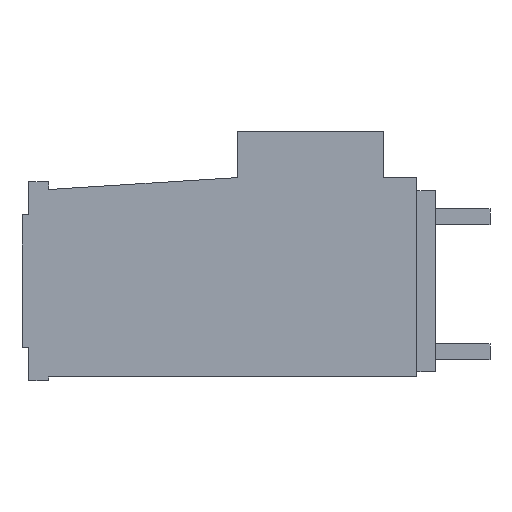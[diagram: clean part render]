
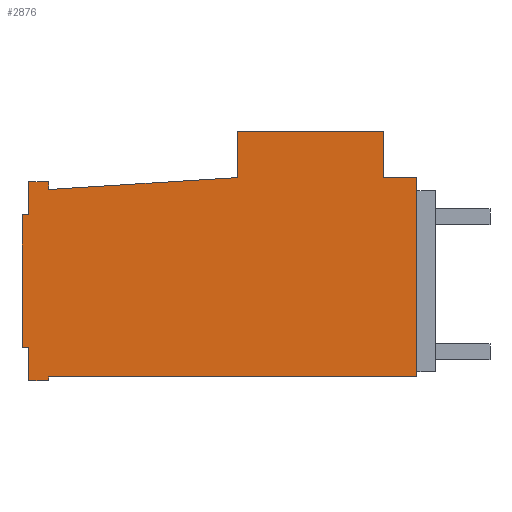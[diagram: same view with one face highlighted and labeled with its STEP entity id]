
A CAD part, left-side view. The second image highlights one B-rep face of the part: STEP entity #2876.
In plain terms, the highlighted planar face has unit normal (-1, 0, 0).
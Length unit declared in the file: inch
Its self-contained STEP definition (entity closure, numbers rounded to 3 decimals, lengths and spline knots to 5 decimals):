
#1=DIRECTION('',(0.,-1.,0.));
#2=VECTOR('',#1,0.05906);
#3=CARTESIAN_POINT('',(0.,1.20472,0.29528));
#4=LINE('',#3,#2);
#5=DIRECTION('',(0.,0.,-1.));
#6=VECTOR('',#5,0.02362);
#7=CARTESIAN_POINT('',(0.,1.14567,0.29528));
#8=LINE('',#7,#6);
#9=DIRECTION('',(0.,-0.998,0.063));
#10=VECTOR('',#9,0.56018);
#11=CARTESIAN_POINT('',(0.,1.14567,0.27165));
#12=LINE('',#11,#10);
#13=DIRECTION('',(0.,0.,1.));
#14=VECTOR('',#13,0.1378);
#15=CARTESIAN_POINT('',(0.,0.58661,0.30709));
#16=LINE('',#15,#14);
#17=DIRECTION('',(0.,-1.,0.));
#18=VECTOR('',#17,0.43307);
#19=CARTESIAN_POINT('',(0.,0.58661,0.44488));
#20=LINE('',#19,#18);
#21=DIRECTION('',(0.,0.,-1.));
#22=VECTOR('',#21,0.1378);
#23=CARTESIAN_POINT('',(0.,0.15354,0.44488));
#24=LINE('',#23,#22);
#25=DIRECTION('',(0.,-1.,0.));
#26=VECTOR('',#25,0.09843);
#27=CARTESIAN_POINT('',(0.,0.15354,0.30709));
#28=LINE('',#27,#26);
#29=DIRECTION('',(0.,0.,-1.));
#30=VECTOR('',#29,0.59055);
#31=CARTESIAN_POINT('',(0.,0.05512,0.30709));
#32=LINE('',#31,#30);
#33=DIRECTION('',(0.,1.,0.));
#34=VECTOR('',#33,1.09055);
#35=CARTESIAN_POINT('',(0.,0.05512,-0.28346));
#36=LINE('',#35,#34);
#37=DIRECTION('',(0.,0.,-1.));
#38=VECTOR('',#37,0.01181);
#39=CARTESIAN_POINT('',(0.,1.14567,-0.28346));
#40=LINE('',#39,#38);
#41=DIRECTION('',(0.,1.,0.));
#42=VECTOR('',#41,0.05906);
#43=CARTESIAN_POINT('',(0.,1.14567,-0.29528));
#44=LINE('',#43,#42);
#45=DIRECTION('',(0.,0.,1.));
#46=VECTOR('',#45,0.09843);
#47=CARTESIAN_POINT('',(0.,1.20472,-0.29528));
#48=LINE('',#47,#46);
#49=DIRECTION('',(0.,1.,0.));
#50=VECTOR('',#49,0.01969);
#51=CARTESIAN_POINT('',(0.,1.20472,-0.19685));
#52=LINE('',#51,#50);
#53=DIRECTION('',(0.,0.,1.));
#54=VECTOR('',#53,0.3937);
#55=CARTESIAN_POINT('',(0.,1.22441,-0.19685));
#56=LINE('',#55,#54);
#57=DIRECTION('',(0.,-1.,0.));
#58=VECTOR('',#57,0.01969);
#59=CARTESIAN_POINT('',(0.,1.22441,0.19685));
#60=LINE('',#59,#58);
#61=DIRECTION('',(0.,0.,1.));
#62=VECTOR('',#61,0.09843);
#63=CARTESIAN_POINT('',(0.,1.20472,0.19685));
#64=LINE('',#63,#62);
#2165=CARTESIAN_POINT('',(0.,1.20472,0.29528));
#2166=CARTESIAN_POINT('',(0.,1.14567,0.29528));
#2167=VERTEX_POINT('',#2165);
#2168=VERTEX_POINT('',#2166);
#2169=CARTESIAN_POINT('',(0.,1.14567,0.27165));
#2170=VERTEX_POINT('',#2169);
#2171=CARTESIAN_POINT('',(0.,0.58661,0.30709));
#2172=VERTEX_POINT('',#2171);
#2173=CARTESIAN_POINT('',(0.,0.58661,0.44488));
#2174=VERTEX_POINT('',#2173);
#2175=CARTESIAN_POINT('',(0.,0.15354,0.44488));
#2176=VERTEX_POINT('',#2175);
#2177=CARTESIAN_POINT('',(0.,0.15354,0.30709));
#2178=VERTEX_POINT('',#2177);
#2179=CARTESIAN_POINT('',(0.,0.05512,0.30709));
#2180=VERTEX_POINT('',#2179);
#2181=CARTESIAN_POINT('',(0.,0.05512,-0.28346));
#2182=VERTEX_POINT('',#2181);
#2183=CARTESIAN_POINT('',(0.,1.14567,-0.28346));
#2184=VERTEX_POINT('',#2183);
#2185=CARTESIAN_POINT('',(0.,1.14567,-0.29528));
#2186=VERTEX_POINT('',#2185);
#2187=CARTESIAN_POINT('',(0.,1.20472,-0.29528));
#2188=VERTEX_POINT('',#2187);
#2189=CARTESIAN_POINT('',(0.,1.20472,-0.19685));
#2190=VERTEX_POINT('',#2189);
#2191=CARTESIAN_POINT('',(0.,1.22441,-0.19685));
#2192=VERTEX_POINT('',#2191);
#2193=CARTESIAN_POINT('',(0.,1.22441,0.19685));
#2194=VERTEX_POINT('',#2193);
#2195=CARTESIAN_POINT('',(0.,1.20472,0.19685));
#2196=VERTEX_POINT('',#2195);
#2837=CARTESIAN_POINT('',(0.,0.,0.));
#2838=DIRECTION('',(1.,0.,0.));
#2839=DIRECTION('',(0.,0.,-1.));
#2840=AXIS2_PLACEMENT_3D('',#2837,#2838,#2839);
#2841=PLANE('',#2840);
#2843=ORIENTED_EDGE('',*,*,#2842,.T.);
#2845=ORIENTED_EDGE('',*,*,#2844,.T.);
#2847=ORIENTED_EDGE('',*,*,#2846,.T.);
#2849=ORIENTED_EDGE('',*,*,#2848,.T.);
#2851=ORIENTED_EDGE('',*,*,#2850,.T.);
#2853=ORIENTED_EDGE('',*,*,#2852,.T.);
#2855=ORIENTED_EDGE('',*,*,#2854,.T.);
#2857=ORIENTED_EDGE('',*,*,#2856,.T.);
#2859=ORIENTED_EDGE('',*,*,#2858,.T.);
#2861=ORIENTED_EDGE('',*,*,#2860,.T.);
#2863=ORIENTED_EDGE('',*,*,#2862,.T.);
#2865=ORIENTED_EDGE('',*,*,#2864,.T.);
#2867=ORIENTED_EDGE('',*,*,#2866,.T.);
#2869=ORIENTED_EDGE('',*,*,#2868,.T.);
#2871=ORIENTED_EDGE('',*,*,#2870,.T.);
#2873=ORIENTED_EDGE('',*,*,#2872,.T.);
#2874=EDGE_LOOP('',(#2843,#2845,#2847,#2849,#2851,#2853,#2855,#2857,#2859,#2861,
#2863,#2865,#2867,#2869,#2871,#2873));
#2875=FACE_OUTER_BOUND('',#2874,.F.);
#2876=ADVANCED_FACE('',(#2875),#2841,.F.);
#2842=EDGE_CURVE('',#2167,#2168,#4,.T.);
#2844=EDGE_CURVE('',#2168,#2170,#8,.T.);
#2846=EDGE_CURVE('',#2170,#2172,#12,.T.);
#2848=EDGE_CURVE('',#2172,#2174,#16,.T.);
#2850=EDGE_CURVE('',#2174,#2176,#20,.T.);
#2852=EDGE_CURVE('',#2176,#2178,#24,.T.);
#2854=EDGE_CURVE('',#2178,#2180,#28,.T.);
#2856=EDGE_CURVE('',#2180,#2182,#32,.T.);
#2858=EDGE_CURVE('',#2182,#2184,#36,.T.);
#2860=EDGE_CURVE('',#2184,#2186,#40,.T.);
#2862=EDGE_CURVE('',#2186,#2188,#44,.T.);
#2864=EDGE_CURVE('',#2188,#2190,#48,.T.);
#2866=EDGE_CURVE('',#2190,#2192,#52,.T.);
#2868=EDGE_CURVE('',#2192,#2194,#56,.T.);
#2870=EDGE_CURVE('',#2194,#2196,#60,.T.);
#2872=EDGE_CURVE('',#2196,#2167,#64,.T.);
